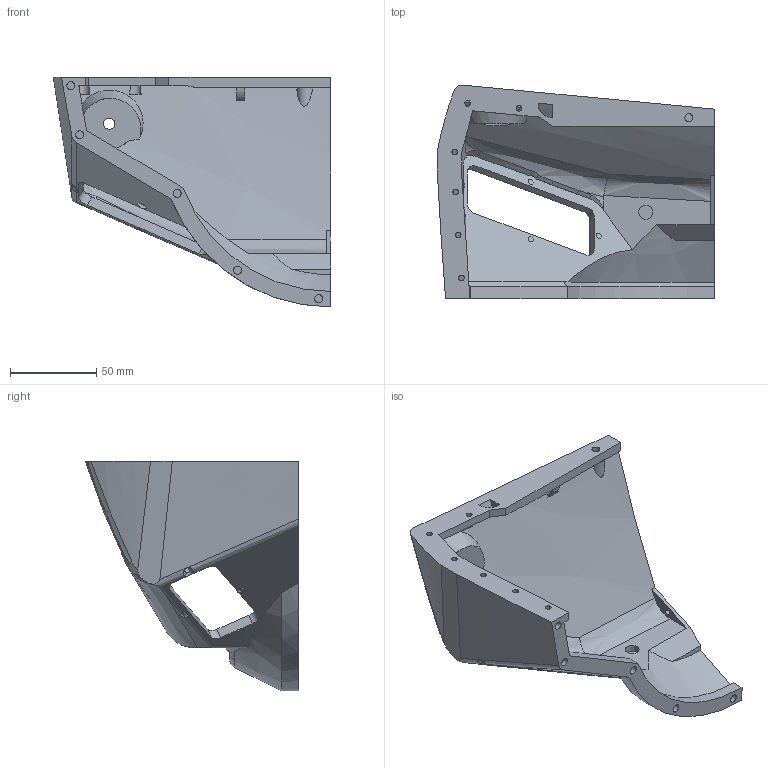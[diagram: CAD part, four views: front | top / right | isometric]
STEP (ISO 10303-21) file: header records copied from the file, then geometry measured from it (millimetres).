
FILE_DESCRIPTION(/* description */ (''),/* implementation_level */ '2;1');
FILE_NAME(/* name */ 'Nose_left.step',/* time_stamp */ '2021-10-20T14:25:32+02:00',/* author */ (''),/* organization */ (''),/* preprocessor_version */ 'ST-DEVELOPER v18.1',/* originating_system */ 'Autodesk Translation Framework v10.10.0.1391',/* authorisation */ '');
FILE_SCHEMA (('AUTOMOTIVE_DESIGN { 1 0 10303 214 3 1 1 }'));
Length unit declared in the file: millimetre
Products named in the file (1): Nose_left
Bounding box: 161.15 x 124.01 x 133.59 mm (x, y, z)
Volume: 208778.6 mm3; surface area: 76506.8 mm2
Topology: 1 solids, 1 shells, 156 faces, 436 edges, 286 vertices
Faces by surface type: plane 59, cylinder 46, bspline 44, cone 6, torus 1
Full cylindrical faces by diameter (mm): 3.3 x11, 4.7 x6, 6.5 x1, 8.2 x1, 20 x1
Entity records: 7575 total; most frequent: CARTESIAN_POINT 3922, ORIENTED_EDGE 870, DIRECTION 561, EDGE_CURVE 435, VERTEX_POINT 286, AXIS2_PLACEMENT_3D 207, B_SPLINE_CURVE_WITH_KNOTS 184, EDGE_LOOP 183
